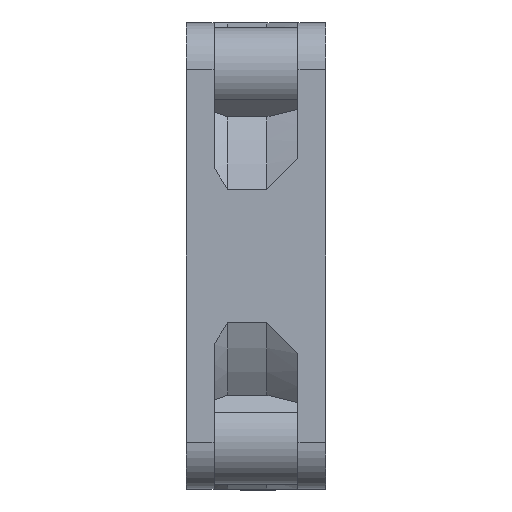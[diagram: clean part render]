
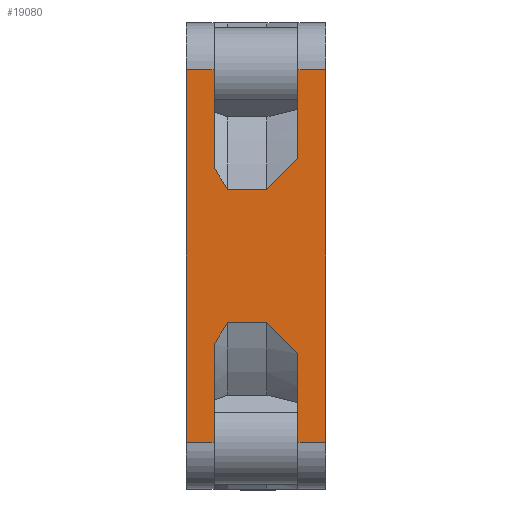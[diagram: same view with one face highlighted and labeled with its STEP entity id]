
A CAD part, left-side view. The second image highlights one B-rep face of the part: STEP entity #19080.
In plain terms, the highlighted planar face has unit normal (-1, 0, 0).
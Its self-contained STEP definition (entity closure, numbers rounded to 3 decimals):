
#9017=DIRECTION('',(0.,-1.,0.));
#9018=VECTOR('',#9017,3.);
#9019=CARTESIAN_POINT('',(-25.,3.,-20.));
#9020=LINE('',#9019,#9018);
#9025=DIRECTION('',(0.,0.,-1.));
#9026=VECTOR('',#9025,10.523);
#9027=CARTESIAN_POINT('',(-25.,12.,20.));
#9028=LINE('',#9027,#9026);
#9029=CARTESIAN_POINT('',(-25.,12.,9.477));
#9030=CARTESIAN_POINT('',(-25.,11.813,9.213));
#9031=CARTESIAN_POINT('',(-25.,11.454,8.688));
#9032=CARTESIAN_POINT('',(-25.,10.964,7.91));
#9033=CARTESIAN_POINT('',(-25.,10.668,7.397));
#9034=CARTESIAN_POINT('',(-25.,10.528,7.141));
#9036=DIRECTION('',(0.,0.,-1.));
#9037=VECTOR('',#9036,40.);
#9038=CARTESIAN_POINT('',(-25.,0.,20.));
#9039=LINE('',#9038,#9037);
#9040=CARTESIAN_POINT('',(-25.,10.528,-7.141));
#9041=CARTESIAN_POINT('',(-25.,10.669,-7.398));
#9042=CARTESIAN_POINT('',(-25.,10.965,-7.912));
#9043=CARTESIAN_POINT('',(-25.,11.456,-8.69));
#9044=CARTESIAN_POINT('',(-25.,11.814,-9.214));
#9045=CARTESIAN_POINT('',(-25.,12.,-9.477));
#9047=DIRECTION('',(0.,0.,-1.));
#9048=VECTOR('',#9047,10.523);
#9049=CARTESIAN_POINT('',(-25.,12.,-9.477));
#9050=LINE('',#9049,#9048);
#9051=DIRECTION('',(0.,0.,1.));
#9052=VECTOR('',#9051,40.);
#9053=CARTESIAN_POINT('',(-25.,15.,-20.));
#9054=LINE('',#9053,#9052);
#9059=DIRECTION('',(0.,1.,0.));
#9060=VECTOR('',#9059,3.);
#9061=CARTESIAN_POINT('',(-25.,12.,20.));
#9062=LINE('',#9061,#9060);
#9149=DIRECTION('',(0.,0.,-1.));
#9150=VECTOR('',#9149,9.519);
#9151=CARTESIAN_POINT('',(-25.,3.,20.));
#9152=LINE('',#9151,#9150);
#9180=DIRECTION('',(0.,1.,0.));
#9181=VECTOR('',#9180,3.);
#9182=CARTESIAN_POINT('',(-25.,0.,20.));
#9183=LINE('',#9182,#9181);
#9196=CARTESIAN_POINT('',(-25.,3.,10.481));
#9197=CARTESIAN_POINT('',(-25.,3.444,10.099));
#9198=CARTESIAN_POINT('',(-25.,4.281,9.341));
#9199=CARTESIAN_POINT('',(-25.,5.388,8.228));
#9200=CARTESIAN_POINT('',(-25.,6.028,7.501));
#9201=CARTESIAN_POINT('',(-25.,6.325,7.141));
#9203=DIRECTION('',(0.,1.,0.));
#9204=VECTOR('',#9203,4.203);
#9205=CARTESIAN_POINT('',(-25.,6.325,7.141));
#9206=LINE('',#9205,#9204);
#9254=DIRECTION('',(0.,0.,-1.));
#9255=VECTOR('',#9254,9.519);
#9256=CARTESIAN_POINT('',(-25.,3.,-10.481));
#9257=LINE('',#9256,#9255);
#9344=DIRECTION('',(0.,-1.,0.));
#9345=VECTOR('',#9344,3.);
#9346=CARTESIAN_POINT('',(-25.,15.,-20.));
#9347=LINE('',#9346,#9345);
#9376=DIRECTION('',(0.,-1.,0.));
#9377=VECTOR('',#9376,4.203);
#9378=CARTESIAN_POINT('',(-25.,10.528,-7.141));
#9379=LINE('',#9378,#9377);
#9392=CARTESIAN_POINT('',(-25.,6.325,-7.141));
#9393=CARTESIAN_POINT('',(-25.,6.029,-7.5));
#9394=CARTESIAN_POINT('',(-25.,5.389,-8.227));
#9395=CARTESIAN_POINT('',(-25.,4.282,-9.34));
#9396=CARTESIAN_POINT('',(-25.,3.444,-10.098));
#9397=CARTESIAN_POINT('',(-25.,3.,-10.481));
#14408=CARTESIAN_POINT('',(-25.,15.,20.));
#14409=VERTEX_POINT('',#14408);
#14410=CARTESIAN_POINT('',(-25.,15.,-20.));
#14411=VERTEX_POINT('',#14410);
#14636=CARTESIAN_POINT('',(-25.,0.,-20.));
#14637=VERTEX_POINT('',#14636);
#14638=CARTESIAN_POINT('',(-25.,0.,20.));
#14639=VERTEX_POINT('',#14638);
#14730=CARTESIAN_POINT('',(-25.,3.,-20.));
#14731=VERTEX_POINT('',#14730);
#14732=CARTESIAN_POINT('',(-25.,12.,20.));
#14733=VERTEX_POINT('',#14732);
#14734=CARTESIAN_POINT('',(-25.,12.,9.477));
#14735=VERTEX_POINT('',#14734);
#14736=VERTEX_POINT('',#9034);
#14737=CARTESIAN_POINT('',(-25.,6.325,7.141));
#14738=VERTEX_POINT('',#14737);
#14739=VERTEX_POINT('',#9196);
#14740=CARTESIAN_POINT('',(-25.,3.,20.));
#14741=VERTEX_POINT('',#14740);
#14742=CARTESIAN_POINT('',(-25.,3.,-10.481));
#14743=VERTEX_POINT('',#14742);
#14744=VERTEX_POINT('',#9392);
#14745=CARTESIAN_POINT('',(-25.,10.528,-7.141));
#14746=VERTEX_POINT('',#14745);
#14747=VERTEX_POINT('',#9045);
#14748=CARTESIAN_POINT('',(-25.,12.,-20.));
#14749=VERTEX_POINT('',#14748);
#19044=CARTESIAN_POINT('',(-25.,15.,25.));
#19045=DIRECTION('',(1.,0.,0.));
#19046=DIRECTION('',(0.,0.,-1.));
#19047=AXIS2_PLACEMENT_3D('',#19044,#19045,#19046);
#19048=PLANE('',#19047);
#19050=ORIENTED_EDGE('',*,*,#19049,.F.);
#19052=ORIENTED_EDGE('',*,*,#19051,.T.);
#19054=ORIENTED_EDGE('',*,*,#19053,.T.);
#19056=ORIENTED_EDGE('',*,*,#19055,.F.);
#19058=ORIENTED_EDGE('',*,*,#19057,.F.);
#19060=ORIENTED_EDGE('',*,*,#19059,.F.);
#19062=ORIENTED_EDGE('',*,*,#19061,.F.);
#19063=ORIENTED_EDGE('',*,*,#17650,.T.);
#19064=ORIENTED_EDGE('',*,*,#19035,.F.);
#19066=ORIENTED_EDGE('',*,*,#19065,.F.);
#19068=ORIENTED_EDGE('',*,*,#19067,.F.);
#19070=ORIENTED_EDGE('',*,*,#19069,.F.);
#19072=ORIENTED_EDGE('',*,*,#19071,.T.);
#19074=ORIENTED_EDGE('',*,*,#19073,.T.);
#19076=ORIENTED_EDGE('',*,*,#19075,.F.);
#19077=ORIENTED_EDGE('',*,*,#17119,.T.);
#19078=EDGE_LOOP('',(#19050,#19052,#19054,#19056,#19058,#19060,#19062,#19063,
#19064,#19066,#19068,#19070,#19072,#19074,#19076,#19077));
#19079=FACE_OUTER_BOUND('',#19078,.F.);
#19080=ADVANCED_FACE('',(#19079),#19048,.F.);
#9035=B_SPLINE_CURVE_WITH_KNOTS('',3,(#9029,#9030,#9031,#9032,#9033,#9034),
.UNSPECIFIED.,.F.,.F.,(4,1,1,4),(0.,0.333,0.667,1.),
.UNSPECIFIED.);
#9046=B_SPLINE_CURVE_WITH_KNOTS('',3,(#9040,#9041,#9042,#9043,#9044,#9045),
.UNSPECIFIED.,.F.,.F.,(4,1,1,4),(0.,0.333,0.667,1.),
.UNSPECIFIED.);
#9202=B_SPLINE_CURVE_WITH_KNOTS('',3,(#9196,#9197,#9198,#9199,#9200,#9201),
.UNSPECIFIED.,.F.,.F.,(4,1,1,4),(0.,0.333,0.667,1.),
.UNSPECIFIED.);
#9398=B_SPLINE_CURVE_WITH_KNOTS('',3,(#9392,#9393,#9394,#9395,#9396,#9397),
.UNSPECIFIED.,.F.,.F.,(4,1,1,4),(0.,0.333,0.667,1.),
.UNSPECIFIED.);
#17119=EDGE_CURVE('',#14411,#14409,#9054,.T.);
#17650=EDGE_CURVE('',#14639,#14637,#9039,.T.);
#19035=EDGE_CURVE('',#14731,#14637,#9020,.T.);
#19049=EDGE_CURVE('',#14733,#14409,#9062,.T.);
#19051=EDGE_CURVE('',#14733,#14735,#9028,.T.);
#19053=EDGE_CURVE('',#14735,#14736,#9035,.T.);
#19055=EDGE_CURVE('',#14738,#14736,#9206,.T.);
#19057=EDGE_CURVE('',#14739,#14738,#9202,.T.);
#19059=EDGE_CURVE('',#14741,#14739,#9152,.T.);
#19061=EDGE_CURVE('',#14639,#14741,#9183,.T.);
#19065=EDGE_CURVE('',#14743,#14731,#9257,.T.);
#19067=EDGE_CURVE('',#14744,#14743,#9398,.T.);
#19069=EDGE_CURVE('',#14746,#14744,#9379,.T.);
#19071=EDGE_CURVE('',#14746,#14747,#9046,.T.);
#19073=EDGE_CURVE('',#14747,#14749,#9050,.T.);
#19075=EDGE_CURVE('',#14411,#14749,#9347,.T.);
